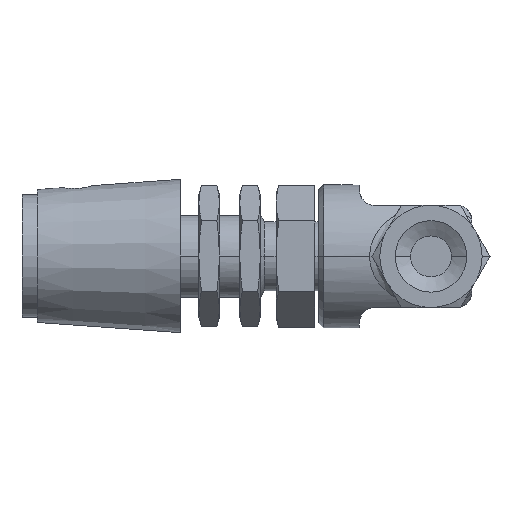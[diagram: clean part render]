
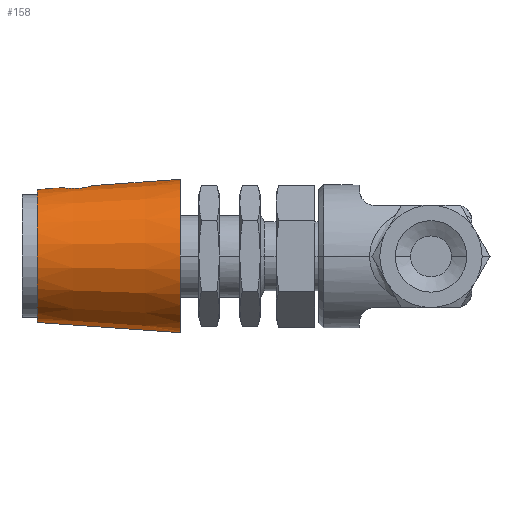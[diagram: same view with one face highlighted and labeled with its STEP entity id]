
A CAD part, left-side view. The second image highlights one B-rep face of the part: STEP entity #158.
In plain terms, the highlighted conical face has half-angle 4.086 degrees and reference radius 11.906 mm.
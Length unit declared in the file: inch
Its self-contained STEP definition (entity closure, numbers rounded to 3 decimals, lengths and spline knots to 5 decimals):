
#158 = ADVANCED_FACE ( 'NONE', ( #2762 ), #7021, .T. ) ;
#237 = LINE ( 'NONE', #9919, #2609 ) ;
#348 = VERTEX_POINT ( 'NONE', #6919 ) ;
#475 = CARTESIAN_POINT ( 'NONE',  ( 0.00373, 1.09375, 0.47119 ) ) ;
#523 = DIRECTION ( 'NONE',  ( 0., 1., 0. ) ) ;
#651 = CARTESIAN_POINT ( 'NONE',  ( -0.03794, 1.63454, 0.43058 ) ) ;
#707 = CARTESIAN_POINT ( 'NONE',  ( -0.02068, 1.62803, 0.43238 ) ) ;
#847 = CARTESIAN_POINT ( 'NONE',  ( -0.07745, 1.67147, 0.42216 ) ) ;
#903 = CARTESIAN_POINT ( 'NONE',  ( -0.05344, 1.6442, 0.42808 ) ) ;
#1615 = VECTOR ( 'NONE', #2213, 39.37008 ) ;
#1657 = CARTESIAN_POINT ( 'NONE',  ( -0.08073, 1.75991, 0.41506 ) ) ;
#1682 = EDGE_CURVE ( 'NONE', #348, #5162, #11370, .T. ) ;
#1774 = CARTESIAN_POINT ( 'NONE',  ( -0.03793, 1.80296, 0.41849 ) ) ;
#1834 = DIRECTION ( 'NONE',  ( 0., -1., 0. ) ) ;
#1850 = CARTESIAN_POINT ( 'NONE',  ( 0.00373, 1.625, 0.43325 ) ) ;
#2025 = ORIENTED_EDGE ( 'NONE', *, *, #11780, .F. ) ;
#2211 = AXIS2_PLACEMENT_3D ( 'NONE', #8077, #523, #9079 ) ;
#2213 = DIRECTION ( 'NONE',  ( 0., -0.997, -0.071 ) ) ;
#2290 = ORIENTED_EDGE ( 'NONE', *, *, #6126, .T. ) ;
#2568 = DIRECTION ( 'NONE',  ( 0., -1., 0. ) ) ;
#2609 = VECTOR ( 'NONE', #3131, 39.37008 ) ;
#2658 = CARTESIAN_POINT ( 'NONE',  ( -0.06707, 1.78052, 0.41615 ) ) ;
#2762 = FACE_OUTER_BOUND ( 'NONE', #12048, .T. ) ;
#2781 = CARTESIAN_POINT ( 'NONE',  ( -0.04343, 1.80001, 0.41811 ) ) ;
#2822 = EDGE_CURVE ( 'NONE', #11917, #11280, #10887, .T. ) ;
#3131 = DIRECTION ( 'NONE',  ( 0., -0.997, 0.071 ) ) ;
#3525 = CARTESIAN_POINT ( 'NONE',  ( 0.00373, 1.96875, 0.00244 ) ) ;
#3736 = CARTESIAN_POINT ( 'NONE',  ( -0.06683, 1.65673, 0.42516 ) ) ;
#3796 = CARTESIAN_POINT ( 'NONE',  ( -0.02071, 1.80947, 0.4194 ) ) ;
#3906 = EDGE_CURVE ( 'NONE', #8190, #5162, #4510, .T. ) ;
#4229 = CARTESIAN_POINT ( 'NONE',  ( 0.00373, 1.09375, -0.46631 ) ) ;
#4510 = LINE ( 'NONE', #475, #5589 ) ;
#4547 = CARTESIAN_POINT ( 'NONE',  ( -0.08999, 1.71212, 0.41655 ) ) ;
#4575 = CARTESIAN_POINT ( 'NONE',  ( 0.00373, 1.09375, 0.47119 ) ) ;
#4687 = CARTESIAN_POINT ( 'NONE',  ( -0.02657, 1.80768, 0.41914 ) ) ;
#4740 = CARTESIAN_POINT ( 'NONE',  ( -0.05821, 1.64811, 0.42713 ) ) ;
#5057 = ORIENTED_EDGE ( 'NONE', *, *, #3906, .F. ) ;
#5162 = VERTEX_POINT ( 'NONE', #6988 ) ;
#5438 = CARTESIAN_POINT ( 'NONE',  ( -0.02654, 1.62981, 0.43188 ) ) ;
#5554 = CARTESIAN_POINT ( 'NONE',  ( -0.00866, 1.62562, 0.43307 ) ) ;
#5589 = VECTOR ( 'NONE', #9212, 39.37008 ) ;
#5693 = CARTESIAN_POINT ( 'NONE',  ( -0.08688, 1.69393, 0.41858 ) ) ;
#6126 = EDGE_CURVE ( 'NONE', #8190, #11917, #12242, .T. ) ;
#6432 = DIRECTION ( 'NONE',  ( 0., 0., -1. ) ) ;
#6572 = CARTESIAN_POINT ( 'NONE',  ( -0.07068, 1.6614, 0.42415 ) ) ;
#6676 = EDGE_CURVE ( 'NONE', #11280, #11891, #10848, .T. ) ;
#6919 = CARTESIAN_POINT ( 'NONE',  ( 0.00373, 1.625, 0.43325 ) ) ;
#6988 = CARTESIAN_POINT ( 'NONE',  ( 0.00373, 1.8125, 0.41985 ) ) ;
#7021 = CONICAL_SURFACE ( 'NONE', #9811, 0.46875, 0.071 ) ;
#7443 = CARTESIAN_POINT ( 'NONE',  ( -0.08935, 1.70595, 0.41715 ) ) ;
#7506 = CARTESIAN_POINT ( 'NONE',  ( 0.00373, 1.8125, 0.41985 ) ) ;
#8077 = CARTESIAN_POINT ( 'NONE',  ( 0.00373, 1.09375, 0.00244 ) ) ;
#8190 = VERTEX_POINT ( 'NONE', #10563 ) ;
#8372 = CARTESIAN_POINT ( 'NONE',  ( -0.07098, 1.77572, 0.4158 ) ) ;
#8424 = CARTESIAN_POINT ( 'NONE',  ( 0.00373, 1.09375, 0.00244 ) ) ;
#8507 = CARTESIAN_POINT ( 'NONE',  ( -0.04334, 1.63745, 0.42981 ) ) ;
#8564 = CARTESIAN_POINT ( 'NONE',  ( -0.00241, 1.8125, 0.41985 ) ) ;
#8747 = ORIENTED_EDGE ( 'NONE', *, *, #6676, .T. ) ;
#9013 = ORIENTED_EDGE ( 'NONE', *, *, #2822, .T. ) ;
#9079 = DIRECTION ( 'NONE',  ( 0., 0., -1. ) ) ;
#9212 = DIRECTION ( 'NONE',  ( 0., -0.997, 0.071 ) ) ;
#9260 = CARTESIAN_POINT ( 'NONE',  ( -0.08039, 1.67692, 0.42118 ) ) ;
#9370 = CARTESIAN_POINT ( 'NONE',  ( -0.0536, 1.79318, 0.41732 ) ) ;
#9506 = CARTESIAN_POINT ( 'NONE',  ( -0.00863, 1.81188, 0.41976 ) ) ;
#9811 = AXIS2_PLACEMENT_3D ( 'NONE', #8424, #1834, #12246 ) ;
#9919 = CARTESIAN_POINT ( 'NONE',  ( 0.00373, 1.09375, 0.47119 ) ) ;
#10246 = AXIS2_PLACEMENT_3D ( 'NONE', #3525, #2568, #6432 ) ;
#10294 = ORIENTED_EDGE ( 'NONE', *, *, #1682, .T. ) ;
#10325 = CARTESIAN_POINT ( 'NONE',  ( -0.09009, 1.73045, 0.41519 ) ) ;
#10458 = CARTESIAN_POINT ( 'NONE',  ( -0.05833, 1.78929, 0.41692 ) ) ;
#10563 = CARTESIAN_POINT ( 'NONE',  ( 0.00373, 1.96875, 0.40869 ) ) ;
#10584 = CARTESIAN_POINT ( 'NONE',  ( 0.00373, 1.09375, -0.46631 ) ) ;
#10848 = CIRCLE ( 'NONE', #2211, 0.46875 ) ;
#10887 = LINE ( 'NONE', #4229, #1615 ) ;
#11108 = CARTESIAN_POINT ( 'NONE',  ( 0.00373, 1.96875, -0.40381 ) ) ;
#11270 = CARTESIAN_POINT ( 'NONE',  ( -0.08769, 1.74287, 0.41484 ) ) ;
#11280 = VERTEX_POINT ( 'NONE', #10584 ) ;
#11370 = B_SPLINE_CURVE_WITH_KNOTS ( 'NONE', 3,
 ( #1850, #12193, #5554, #707, #5438, #651, #8507, #903, #4740, #3736, #6572, #847, #9260, #12378, #5693, #7443, #4547, #10325, #11270, #1657, #12319, #8372, #2658, #10458, #9370, #2781, #1774, #4687, #3796, #9506, #8564, #7506 ),
 .UNSPECIFIED., .F., .F.,
 ( 4, 2, 2, 2, 2, 2, 2, 2, 2, 2, 2, 2, 2, 2, 2, 4 ),
 ( 0.00938, 0.00985, 0.01032, 0.01078, 0.01125, 0.01172, 0.01219, 0.01265, 0.01312, 0.01405, 0.01452, 0.01499, 0.01546, 0.01592, 0.01639, 0.01686 ),
 .UNSPECIFIED. ) ;
#11780 = EDGE_CURVE ( 'NONE', #348, #11891, #237, .T. ) ;
#11891 = VERTEX_POINT ( 'NONE', #4575 ) ;
#11917 = VERTEX_POINT ( 'NONE', #11108 ) ;
#12048 = EDGE_LOOP ( 'NONE', ( #5057, #2290, #9013, #8747, #2025, #10294 ) ) ;
#12193 = CARTESIAN_POINT ( 'NONE',  ( -0.00242, 1.625, 0.43325 ) ) ;
#12242 = CIRCLE ( 'NONE', #10246, 0.40625 ) ;
#12246 = DIRECTION ( 'NONE',  ( 0., 0., -1. ) ) ;
#12319 = CARTESIAN_POINT ( 'NONE',  ( -0.0778, 1.76544, 0.41526 ) ) ;
#12378 = CARTESIAN_POINT ( 'NONE',  ( -0.08509, 1.68812, 0.41939 ) ) ;
